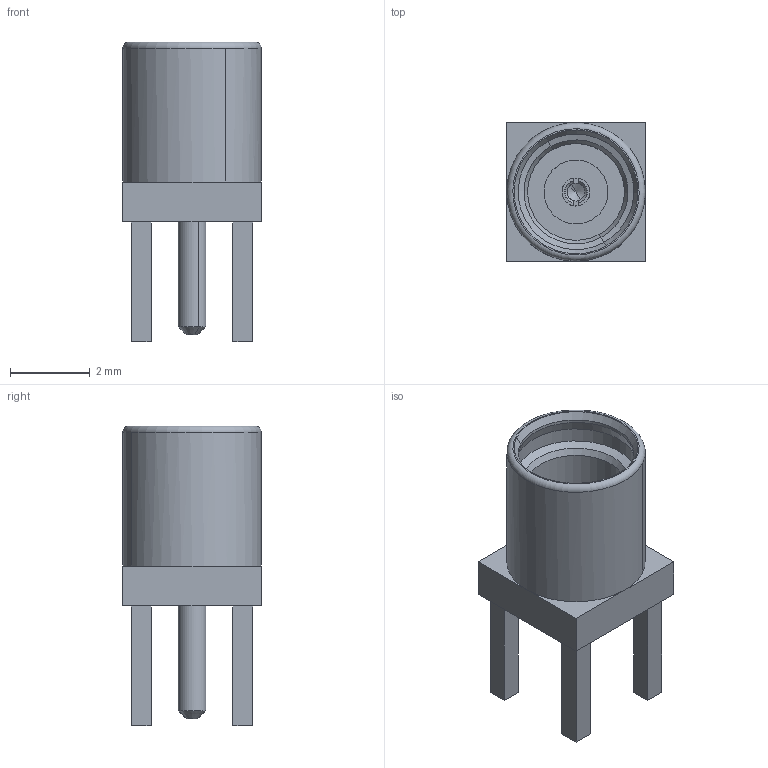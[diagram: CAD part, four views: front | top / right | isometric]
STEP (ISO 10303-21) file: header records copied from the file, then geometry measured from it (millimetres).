
FILE_DESCRIPTION(('STEP AP214'), '1');
FILE_NAME('MMCX-50', '', ('UNSPECIFIED'), ('UNSPECIFIED'), 'ASCON STEP Converter 1.6', 'ASCON Math Kernel', '');
FILE_SCHEMA(('AUTOMOTIVE_DESIGN { 1 0 10303 214 3 1 1}'));
Length unit declared in the file: millimetre
Products named in the file (2): PAR-00096746
Assembly tree (1 placements, depth 2):
  (unnamed)
    PAR-00096746
Bounding box: 3.46 x 3.46 x 7.5 mm (x, y, z)
Volume: 33.8 mm3; surface area: 133.6 mm2
Topology: 1 solids, 1 shells, 84 faces, 195 edges, 121 vertices
Faces by surface type: plane 43, cone 24, cylinder 16, torus 1
Entity records: 3166 total; most frequent: CARTESIAN_POINT 472, DIRECTION 422, ORIENTED_EDGE 382, EDGE_CURVE 191, AXIS2_PLACEMENT_3D 153, VERTEX_POINT 120, LINE 116, VECTOR 116
